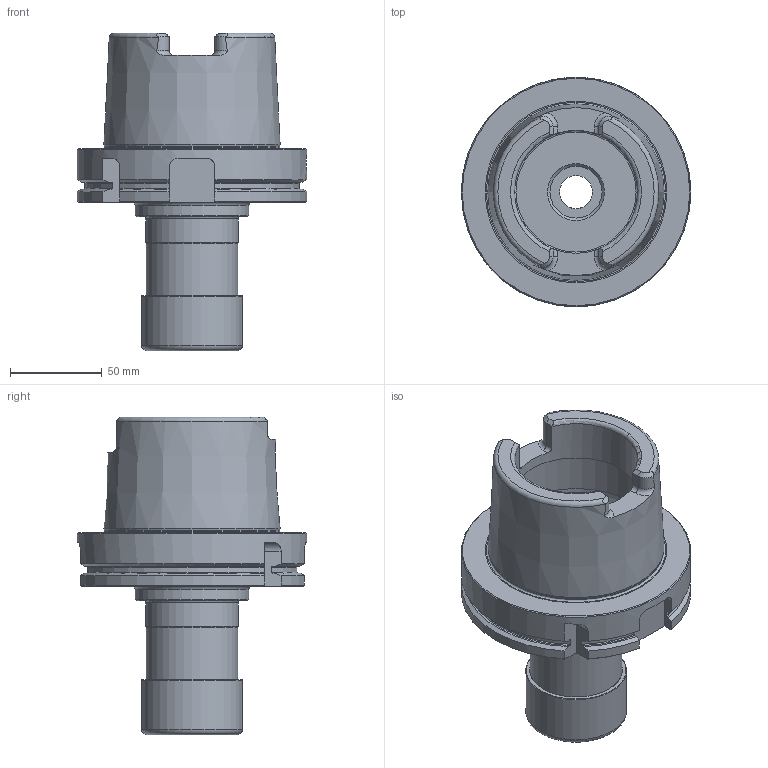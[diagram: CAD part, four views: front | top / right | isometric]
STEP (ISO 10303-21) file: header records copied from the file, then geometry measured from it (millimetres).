
FILE_DESCRIPTION(/* description */ (''),/* implementation_level */ '2;1');
FILE_NAME(/* name */ '550273250.stp',/* time_stamp */ '2021-01-08T12:25:30',/* author */ ('LRA'),/* organization */ ('REGO-FIX'),/* preprocessor_version */ ' Unknown',/* originating_system */ 'SIEMENS PLM Software Solid Edge ST10',/* authorization */ 'Unknown');
FILE_SCHEMA (('AUTOMOTIVE_DESIGN { 1 0 10303 214 2 1 1}'));
Length unit declared in the file: millimetre
Products named in the file (1): 0016242
Bounding box: 125 x 125 x 173 mm (x, y, z)
Volume: 528162.5 mm3; surface area: 104792 mm2
Topology: 2 solids, 2 shells, 155 faces, 382 edges, 241 vertices
Faces by surface type: plane 48, cylinder 44, cone 34, torus 29
Full cylindrical faces by diameter (mm): 10 x1, 18 x1, 28.376 x1, 31 x1, 33 x1, 38.25 x1, 42 x1, 48.376 x1, 50 x2, 50.05 x1, 50.5 x2, 51 x1, 55 x1, 62 x1, 67 x2, 80 x1, 95.509 x1, 125 x1
Entity records: 5453 total; most frequent: CARTESIAN_POINT 1012, DIRECTION 702, ORIENTED_EDGE 616, EDGE_CURVE 308, AXIS2_PLACEMENT_3D 303, EDGE_LOOP 227, FACE_BOUND 227, VERTEX_POINT 225
